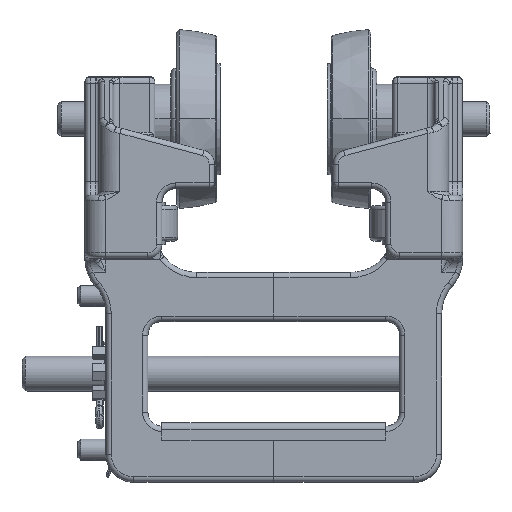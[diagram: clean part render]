
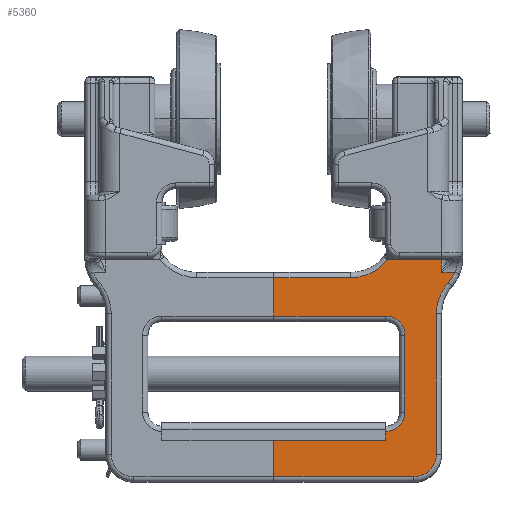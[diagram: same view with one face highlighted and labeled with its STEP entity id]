
A CAD part, top view. The second image highlights one B-rep face of the part: STEP entity #5360.
In plain terms, the highlighted face is planar.
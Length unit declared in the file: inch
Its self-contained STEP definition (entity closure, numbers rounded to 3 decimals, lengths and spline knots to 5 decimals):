
#2585=CARTESIAN_POINT('',(-0.31234,-2.69887,-1.25));
#2586=VERTEX_POINT('',#2585);
#2594=CARTESIAN_POINT('',(-0.65609,-2.35512,-1.25));
#2595=VERTEX_POINT('',#2594);
#2596=CARTESIAN_POINT('',(-0.31234,-2.35512,-1.25));
#2597=DIRECTION('',(0.0,0.0,-1.0));
#2598=DIRECTION('',(-0.707,-0.707,0.0));
#2599=AXIS2_PLACEMENT_3D('',#2596,#2597,#2598);
#2600=CIRCLE('',#2599,0.34375);
#2601=EDGE_CURVE('',#2586,#2595,#2600,.T.);
#2629=CARTESIAN_POINT('',(1.68766,-2.69887,-1.25));
#2630=VERTEX_POINT('',#2629);
#2638=CARTESIAN_POINT('',(1.68766,-2.69887,-1.25));
#2639=DIRECTION('',(-1.0,0.0,0.0));
#2640=VECTOR('',#2639,2.);
#2641=LINE('',#2638,#2640);
#2642=EDGE_CURVE('',#2630,#2586,#2641,.T.);
#2659=CARTESIAN_POINT('',(-0.65609,-0.98012,-1.25));
#2660=VERTEX_POINT('',#2659);
#2677=CARTESIAN_POINT('',(-0.65609,-2.35512,-1.25));
#2678=DIRECTION('',(0.0,1.0,0.0));
#2679=VECTOR('',#2678,1.375);
#2680=LINE('',#2677,#2679);
#2681=EDGE_CURVE('',#2595,#2660,#2680,.T.);
#2691=CARTESIAN_POINT('',(-0.31234,-0.63637,-1.25));
#2692=VERTEX_POINT('',#2691);
#2710=CARTESIAN_POINT('',(-0.31234,-0.98012,-1.25));
#2711=DIRECTION('',(0.0,0.0,-1.0));
#2712=DIRECTION('',(-0.707,0.707,0.0));
#2713=AXIS2_PLACEMENT_3D('',#2710,#2711,#2712);
#2714=CIRCLE('',#2713,0.34375);
#2715=EDGE_CURVE('',#2660,#2692,#2714,.T.);
#2725=CARTESIAN_POINT('',(1.68766,-0.63637,-1.25));
#2726=VERTEX_POINT('',#2725);
#2743=CARTESIAN_POINT('',(-0.31234,-0.63637,-1.25));
#2744=DIRECTION('',(1.0,0.0,0.0));
#2745=VECTOR('',#2744,2.);
#2746=LINE('',#2743,#2745);
#2747=EDGE_CURVE('',#2692,#2726,#2746,.T.);
#2890=CARTESIAN_POINT('',(1.68766,0.05113,-1.25));
#2891=VERTEX_POINT('',#2890);
#2892=CARTESIAN_POINT('',(1.68766,-0.63637,-1.25));
#2893=DIRECTION('',(0.0,1.0,0.0));
#2894=VECTOR('',#2893,0.6875);
#2895=LINE('',#2892,#2894);
#2896=EDGE_CURVE('',#2726,#2891,#2895,.T.);
#2956=CARTESIAN_POINT('',(0.31266,0.05113,-1.25));
#2957=VERTEX_POINT('',#2956);
#2965=CARTESIAN_POINT('',(-0.34684,0.3686,-1.25));
#2966=VERTEX_POINT('',#2965);
#2967=CARTESIAN_POINT('',(0.31266,0.89488,-1.25));
#2968=DIRECTION('',(0.0,0.0,-1.0));
#2969=DIRECTION('',(-0.386,-0.922,0.0));
#2970=AXIS2_PLACEMENT_3D('',#2967,#2968,#2969);
#2971=CIRCLE('',#2970,0.84375);
#2972=EDGE_CURVE('',#2957,#2966,#2971,.T.);
#2999=CARTESIAN_POINT('',(1.68766,0.05113,-1.25));
#3000=DIRECTION('',(-1.0,0.0,0.0));
#3001=VECTOR('',#3000,1.375);
#3002=LINE('',#2999,#3001);
#3003=EDGE_CURVE('',#2891,#2957,#3002,.T.);
#3588=CARTESIAN_POINT('',(-1.31234,0.14488,-1.25));
#3589=VERTEX_POINT('',#3588);
#4092=CARTESIAN_POINT('',(-1.5441,0.14488,-1.25));
#4093=VERTEX_POINT('',#4092);
#4094=CARTESIAN_POINT('',(-1.31234,0.14488,-1.25));
#4095=DIRECTION('',(-1.0,0.0,0.0));
#4096=VECTOR('',#4095,0.23177);
#4097=LINE('',#4094,#4096);
#4098=EDGE_CURVE('',#3589,#4093,#4097,.T.);
#5281=CARTESIAN_POINT('',(1.68766,-3.60512,-1.25));
#5282=DIRECTION('',(0.0,0.0,-1.0));
#5283=DIRECTION('',(-1.0,0.0,0.0));
#5284=AXIS2_PLACEMENT_3D('',#5281,#5282,#5283);
#5285=PLANE('',#5284);
#5286=ORIENTED_EDGE('',*,*,#2642,.F.);
#5287=CARTESIAN_POINT('',(1.68766,-3.51137,-1.25));
#5288=VERTEX_POINT('',#5287);
#5289=CARTESIAN_POINT('',(1.68766,-3.51137,-1.25));
#5290=DIRECTION('',(0.0,1.0,0.0));
#5291=VECTOR('',#5290,0.8125);
#5292=LINE('',#5289,#5291);
#5293=EDGE_CURVE('',#5288,#2630,#5292,.T.);
#5294=ORIENTED_EDGE('',*,*,#5293,.F.);
#5295=CARTESIAN_POINT('',(-0.81234,-3.51137,-1.25));
#5296=VERTEX_POINT('',#5295);
#5297=CARTESIAN_POINT('',(-0.81234,-3.51137,-1.25));
#5298=DIRECTION('',(1.0,0.0,0.0));
#5299=VECTOR('',#5298,2.5);
#5300=LINE('',#5297,#5299);
#5301=EDGE_CURVE('',#5296,#5288,#5300,.T.);
#5302=ORIENTED_EDGE('',*,*,#5301,.F.);
#5303=CARTESIAN_POINT('',(-1.21859,-3.10512,-1.25));
#5304=VERTEX_POINT('',#5303);
#5305=CARTESIAN_POINT('',(-0.81234,-3.10512,-1.25));
#5306=DIRECTION('',(0.0,0.0,1.0));
#5307=DIRECTION('',(-0.707,-0.707,0.0));
#5308=AXIS2_PLACEMENT_3D('',#5305,#5306,#5307);
#5309=CIRCLE('',#5308,0.40625);
#5310=EDGE_CURVE('',#5304,#5296,#5309,.T.);
#5311=ORIENTED_EDGE('',*,*,#5310,.F.);
#5312=CARTESIAN_POINT('',(-1.21859,-0.59728,-1.25));
#5313=VERTEX_POINT('',#5312);
#5314=CARTESIAN_POINT('',(-1.21859,-0.59728,-1.25));
#5315=DIRECTION('',(0.0,-1.0,0.0));
#5316=VECTOR('',#5315,2.50784);
#5317=LINE('',#5314,#5316);
#5318=EDGE_CURVE('',#5313,#5304,#5317,.T.);
#5319=ORIENTED_EDGE('',*,*,#5318,.F.);
#5320=CARTESIAN_POINT('',(-1.42953,-0.03919,-1.25));
#5321=VERTEX_POINT('',#5320);
#5322=CARTESIAN_POINT('',(-2.06234,-0.59728,-1.25));
#5323=DIRECTION('',(0.0,0.0,-1.0));
#5324=DIRECTION('',(0.935,0.354,0.0));
#5325=AXIS2_PLACEMENT_3D('',#5322,#5323,#5324);
#5326=CIRCLE('',#5325,0.84375);
#5327=EDGE_CURVE('',#5321,#5313,#5326,.T.);
#5328=ORIENTED_EDGE('',*,*,#5327,.F.);
#5329=CARTESIAN_POINT('',(-0.93734,0.39488,-1.25));
#5330=DIRECTION('',(0.0,0.0,1.0));
#5331=DIRECTION('',(-0.862,-0.507,0.0));
#5332=AXIS2_PLACEMENT_3D('',#5329,#5330,#5331);
#5333=CIRCLE('',#5332,0.65625);
#5334=EDGE_CURVE('',#4093,#5321,#5333,.T.);
#5335=ORIENTED_EDGE('',*,*,#5334,.F.);
#5336=ORIENTED_EDGE('',*,*,#4098,.F.);
#5337=CARTESIAN_POINT('',(-1.31234,0.3686,-1.25));
#5338=VERTEX_POINT('',#5337);
#5339=CARTESIAN_POINT('',(-1.31234,0.3686,-1.25));
#5340=DIRECTION('',(0.0,-1.0,0.0));
#5341=VECTOR('',#5340,0.22372);
#5342=LINE('',#5339,#5341);
#5343=EDGE_CURVE('',#5338,#3589,#5342,.T.);
#5344=ORIENTED_EDGE('',*,*,#5343,.F.);
#5345=CARTESIAN_POINT('',(-1.31234,0.3686,-1.25));
#5346=DIRECTION('',(1.0,0.0,0.0));
#5347=VECTOR('',#5346,0.96549);
#5348=LINE('',#5345,#5347);
#5349=EDGE_CURVE('',#2966,#5338,#5348,.F.);
#5350=ORIENTED_EDGE('',*,*,#5349,.F.);
#5351=ORIENTED_EDGE('',*,*,#2972,.F.);
#5352=ORIENTED_EDGE('',*,*,#3003,.F.);
#5353=ORIENTED_EDGE('',*,*,#2896,.F.);
#5354=ORIENTED_EDGE('',*,*,#2747,.F.);
#5355=ORIENTED_EDGE('',*,*,#2715,.F.);
#5356=ORIENTED_EDGE('',*,*,#2681,.F.);
#5357=ORIENTED_EDGE('',*,*,#2601,.F.);
#5358=EDGE_LOOP('',(#5286,#5294,#5302,#5311,#5319,#5328,#5335,#5336,#5344,#5350,#5351,#5352,#5353,#5354,#5355,#5356,#5357));
#5359=FACE_OUTER_BOUND('',#5358,.T.);
#5360=ADVANCED_FACE('',(#5359),#5285,.T.);
